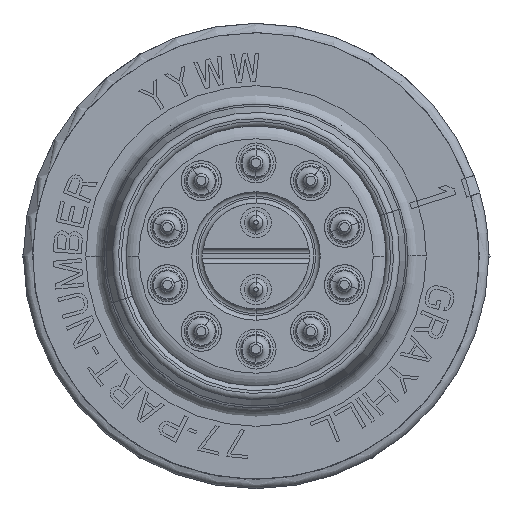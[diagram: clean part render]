
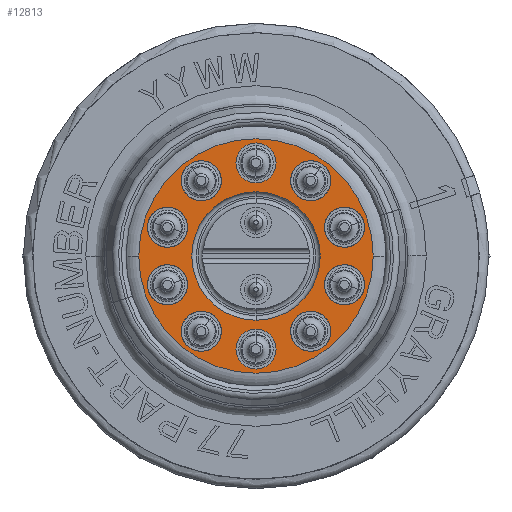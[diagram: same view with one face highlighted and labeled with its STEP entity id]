
A CAD part, front view. The second image highlights one B-rep face of the part: STEP entity #12813.
In plain terms, the highlighted planar face has unit normal (0, -1, 0).
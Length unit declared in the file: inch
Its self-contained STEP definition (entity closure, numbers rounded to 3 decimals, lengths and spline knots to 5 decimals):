
#12317=CARTESIAN_POINT('',(0.05878,-0.396,0.0809));
#12318=DIRECTION('',(0.,-1.,0.));
#12319=DIRECTION('',(0.,0.,-1.));
#12320=AXIS2_PLACEMENT_3D('',#12317,#12318,#12319);
#12322=CARTESIAN_POINT('',(0.05878,-0.396,0.0809));
#12323=DIRECTION('',(0.,-1.,0.));
#12324=DIRECTION('',(0.,0.,1.));
#12325=AXIS2_PLACEMENT_3D('',#12322,#12323,#12324);
#12327=CARTESIAN_POINT('',(0.,-0.396,0.1));
#12328=DIRECTION('',(0.,-1.,0.));
#12329=DIRECTION('',(0.,0.,-1.));
#12330=AXIS2_PLACEMENT_3D('',#12327,#12328,#12329);
#12332=CARTESIAN_POINT('',(0.,-0.396,0.1));
#12333=DIRECTION('',(0.,-1.,0.));
#12334=DIRECTION('',(0.,0.,1.));
#12335=AXIS2_PLACEMENT_3D('',#12332,#12333,#12334);
#12337=CARTESIAN_POINT('',(-0.05878,-0.396,0.0809));
#12338=DIRECTION('',(0.,-1.,0.));
#12339=DIRECTION('',(0.,0.,-1.));
#12340=AXIS2_PLACEMENT_3D('',#12337,#12338,#12339);
#12342=CARTESIAN_POINT('',(-0.05878,-0.396,0.0809));
#12343=DIRECTION('',(0.,-1.,0.));
#12344=DIRECTION('',(0.,0.,1.));
#12345=AXIS2_PLACEMENT_3D('',#12342,#12343,#12344);
#12347=CARTESIAN_POINT('',(-0.09511,-0.396,0.0309));
#12348=DIRECTION('',(0.,-1.,0.));
#12349=DIRECTION('',(0.,0.,-1.));
#12350=AXIS2_PLACEMENT_3D('',#12347,#12348,#12349);
#12352=CARTESIAN_POINT('',(-0.09511,-0.396,0.0309));
#12353=DIRECTION('',(0.,-1.,0.));
#12354=DIRECTION('',(0.,0.,1.));
#12355=AXIS2_PLACEMENT_3D('',#12352,#12353,#12354);
#12357=CARTESIAN_POINT('',(-0.09511,-0.396,-0.0309));
#12358=DIRECTION('',(0.,-1.,0.));
#12359=DIRECTION('',(0.,0.,-1.));
#12360=AXIS2_PLACEMENT_3D('',#12357,#12358,#12359);
#12362=CARTESIAN_POINT('',(-0.09511,-0.396,-0.0309));
#12363=DIRECTION('',(0.,-1.,0.));
#12364=DIRECTION('',(0.,0.,1.));
#12365=AXIS2_PLACEMENT_3D('',#12362,#12363,#12364);
#12367=CARTESIAN_POINT('',(-0.05878,-0.396,-0.0809));
#12368=DIRECTION('',(0.,-1.,0.));
#12369=DIRECTION('',(0.,0.,-1.));
#12370=AXIS2_PLACEMENT_3D('',#12367,#12368,#12369);
#12372=CARTESIAN_POINT('',(-0.05878,-0.396,-0.0809));
#12373=DIRECTION('',(0.,-1.,0.));
#12374=DIRECTION('',(0.,0.,1.));
#12375=AXIS2_PLACEMENT_3D('',#12372,#12373,#12374);
#12377=CARTESIAN_POINT('',(0.,-0.396,-0.1));
#12378=DIRECTION('',(0.,-1.,0.));
#12379=DIRECTION('',(0.,0.,-1.));
#12380=AXIS2_PLACEMENT_3D('',#12377,#12378,#12379);
#12382=CARTESIAN_POINT('',(0.,-0.396,-0.1));
#12383=DIRECTION('',(0.,-1.,0.));
#12384=DIRECTION('',(0.,0.,1.));
#12385=AXIS2_PLACEMENT_3D('',#12382,#12383,#12384);
#12387=CARTESIAN_POINT('',(0.05878,-0.396,-0.0809));
#12388=DIRECTION('',(0.,-1.,0.));
#12389=DIRECTION('',(0.,0.,-1.));
#12390=AXIS2_PLACEMENT_3D('',#12387,#12388,#12389);
#12392=CARTESIAN_POINT('',(0.05878,-0.396,-0.0809));
#12393=DIRECTION('',(0.,-1.,0.));
#12394=DIRECTION('',(0.,0.,1.));
#12395=AXIS2_PLACEMENT_3D('',#12392,#12393,#12394);
#12397=CARTESIAN_POINT('',(0.09511,-0.396,-0.0309));
#12398=DIRECTION('',(0.,-1.,0.));
#12399=DIRECTION('',(0.,0.,-1.));
#12400=AXIS2_PLACEMENT_3D('',#12397,#12398,#12399);
#12402=CARTESIAN_POINT('',(0.09511,-0.396,-0.0309));
#12403=DIRECTION('',(0.,-1.,0.));
#12404=DIRECTION('',(0.,0.,1.));
#12405=AXIS2_PLACEMENT_3D('',#12402,#12403,#12404);
#12407=CARTESIAN_POINT('',(0.09511,-0.396,0.0309));
#12408=DIRECTION('',(0.,-1.,0.));
#12409=DIRECTION('',(0.,0.,-1.));
#12410=AXIS2_PLACEMENT_3D('',#12407,#12408,#12409);
#12412=CARTESIAN_POINT('',(0.09511,-0.396,0.0309));
#12413=DIRECTION('',(0.,-1.,0.));
#12414=DIRECTION('',(0.,0.,1.));
#12415=AXIS2_PLACEMENT_3D('',#12412,#12413,#12414);
#12417=CARTESIAN_POINT('',(0.,-0.396,0.));
#12418=DIRECTION('',(0.,-1.,0.));
#12419=DIRECTION('',(0.,0.,1.));
#12420=AXIS2_PLACEMENT_3D('',#12417,#12418,#12419);
#12422=CARTESIAN_POINT('',(0.,-0.396,0.));
#12423=DIRECTION('',(0.,-1.,0.));
#12424=DIRECTION('',(0.,0.,-1.));
#12425=AXIS2_PLACEMENT_3D('',#12422,#12423,#12424);
#12427=CARTESIAN_POINT('',(0.,-0.396,0.));
#12428=DIRECTION('',(0.,-1.,0.));
#12429=DIRECTION('',(1.,0.,0.));
#12430=AXIS2_PLACEMENT_3D('',#12427,#12428,#12429);
#12442=CARTESIAN_POINT('',(0.,-0.396,0.));
#12443=DIRECTION('',(0.,-1.,0.));
#12444=DIRECTION('',(-1.,0.,0.));
#12445=AXIS2_PLACEMENT_3D('',#12442,#12443,#12444);
#12640=CARTESIAN_POINT('',(0.126,-0.396,0.));
#12641=CARTESIAN_POINT('',(-0.126,-0.396,0.));
#12642=VERTEX_POINT('',#12640);
#12643=VERTEX_POINT('',#12641);
#12648=CARTESIAN_POINT('',(0.05878,-0.396,0.1024));
#12649=CARTESIAN_POINT('',(0.05878,-0.396,0.0594));
#12650=VERTEX_POINT('',#12648);
#12651=VERTEX_POINT('',#12649);
#12652=CARTESIAN_POINT('',(0.,-0.396,0.1215));
#12653=CARTESIAN_POINT('',(0.,-0.396,0.0785));
#12654=VERTEX_POINT('',#12652);
#12655=VERTEX_POINT('',#12653);
#12656=CARTESIAN_POINT('',(-0.05878,-0.396,0.1024));
#12657=CARTESIAN_POINT('',(-0.05878,-0.396,0.0594));
#12658=VERTEX_POINT('',#12656);
#12659=VERTEX_POINT('',#12657);
#12660=CARTESIAN_POINT('',(-0.09511,-0.396,0.0524));
#12661=CARTESIAN_POINT('',(-0.09511,-0.396,0.0094));
#12662=VERTEX_POINT('',#12660);
#12663=VERTEX_POINT('',#12661);
#12664=CARTESIAN_POINT('',(-0.09511,-0.396,-0.0094));
#12665=CARTESIAN_POINT('',(-0.09511,-0.396,-0.0524));
#12666=VERTEX_POINT('',#12664);
#12667=VERTEX_POINT('',#12665);
#12668=CARTESIAN_POINT('',(-0.05878,-0.396,-0.0594));
#12669=CARTESIAN_POINT('',(-0.05878,-0.396,-0.1024));
#12670=VERTEX_POINT('',#12668);
#12671=VERTEX_POINT('',#12669);
#12672=CARTESIAN_POINT('',(0.,-0.396,-0.0785));
#12673=CARTESIAN_POINT('',(0.,-0.396,-0.1215));
#12674=VERTEX_POINT('',#12672);
#12675=VERTEX_POINT('',#12673);
#12676=CARTESIAN_POINT('',(0.05878,-0.396,-0.0594));
#12677=CARTESIAN_POINT('',(0.05878,-0.396,-0.1024));
#12678=VERTEX_POINT('',#12676);
#12679=VERTEX_POINT('',#12677);
#12680=CARTESIAN_POINT('',(0.09511,-0.396,-0.0094));
#12681=CARTESIAN_POINT('',(0.09511,-0.396,-0.0524));
#12682=VERTEX_POINT('',#12680);
#12683=VERTEX_POINT('',#12681);
#12684=CARTESIAN_POINT('',(0.09511,-0.396,0.0524));
#12685=CARTESIAN_POINT('',(0.09511,-0.396,0.0094));
#12686=VERTEX_POINT('',#12684);
#12687=VERTEX_POINT('',#12685);
#12716=CARTESIAN_POINT('',(0.,-0.396,0.069));
#12717=CARTESIAN_POINT('',(0.,-0.396,-0.069));
#12718=VERTEX_POINT('',#12716);
#12719=VERTEX_POINT('',#12717);
#12736=CARTESIAN_POINT('',(0.,-0.396,0.));
#12737=DIRECTION('',(0.,1.,0.));
#12738=DIRECTION('',(-1.,0.,0.));
#12739=AXIS2_PLACEMENT_3D('',#12736,#12737,#12738);
#12740=PLANE('',#12739);
#12742=ORIENTED_EDGE('',*,*,#12741,.F.);
#12744=ORIENTED_EDGE('',*,*,#12743,.F.);
#12745=EDGE_LOOP('',(#12742,#12744));
#12746=FACE_OUTER_BOUND('',#12745,.F.);
#12748=ORIENTED_EDGE('',*,*,#12747,.T.);
#12750=ORIENTED_EDGE('',*,*,#12749,.T.);
#12751=EDGE_LOOP('',(#12748,#12750));
#12752=FACE_BOUND('',#12751,.F.);
#12754=ORIENTED_EDGE('',*,*,#12753,.T.);
#12756=ORIENTED_EDGE('',*,*,#12755,.T.);
#12757=EDGE_LOOP('',(#12754,#12756));
#12758=FACE_BOUND('',#12757,.F.);
#12760=ORIENTED_EDGE('',*,*,#12759,.T.);
#12762=ORIENTED_EDGE('',*,*,#12761,.T.);
#12763=EDGE_LOOP('',(#12760,#12762));
#12764=FACE_BOUND('',#12763,.F.);
#12766=ORIENTED_EDGE('',*,*,#12765,.T.);
#12768=ORIENTED_EDGE('',*,*,#12767,.T.);
#12769=EDGE_LOOP('',(#12766,#12768));
#12770=FACE_BOUND('',#12769,.F.);
#12772=ORIENTED_EDGE('',*,*,#12771,.T.);
#12774=ORIENTED_EDGE('',*,*,#12773,.T.);
#12775=EDGE_LOOP('',(#12772,#12774));
#12776=FACE_BOUND('',#12775,.F.);
#12778=ORIENTED_EDGE('',*,*,#12777,.T.);
#12780=ORIENTED_EDGE('',*,*,#12779,.T.);
#12781=EDGE_LOOP('',(#12778,#12780));
#12782=FACE_BOUND('',#12781,.F.);
#12784=ORIENTED_EDGE('',*,*,#12783,.T.);
#12786=ORIENTED_EDGE('',*,*,#12785,.T.);
#12787=EDGE_LOOP('',(#12784,#12786));
#12788=FACE_BOUND('',#12787,.F.);
#12790=ORIENTED_EDGE('',*,*,#12789,.T.);
#12792=ORIENTED_EDGE('',*,*,#12791,.T.);
#12793=EDGE_LOOP('',(#12790,#12792));
#12794=FACE_BOUND('',#12793,.F.);
#12796=ORIENTED_EDGE('',*,*,#12795,.T.);
#12798=ORIENTED_EDGE('',*,*,#12797,.T.);
#12799=EDGE_LOOP('',(#12796,#12798));
#12800=FACE_BOUND('',#12799,.F.);
#12802=ORIENTED_EDGE('',*,*,#12801,.T.);
#12804=ORIENTED_EDGE('',*,*,#12803,.T.);
#12805=EDGE_LOOP('',(#12802,#12804));
#12806=FACE_BOUND('',#12805,.F.);
#12808=ORIENTED_EDGE('',*,*,#12807,.T.);
#12810=ORIENTED_EDGE('',*,*,#12809,.T.);
#12811=EDGE_LOOP('',(#12808,#12810));
#12812=FACE_BOUND('',#12811,.F.);
#12813=ADVANCED_FACE('',(#12746,#12752,#12758,#12764,#12770,#12776,#12782,
#12788,#12794,#12800,#12806,#12812),#12740,.F.);
#12321=CIRCLE('',#12320,0.0215);
#12326=CIRCLE('',#12325,0.0215);
#12331=CIRCLE('',#12330,0.0215);
#12336=CIRCLE('',#12335,0.0215);
#12341=CIRCLE('',#12340,0.0215);
#12346=CIRCLE('',#12345,0.0215);
#12351=CIRCLE('',#12350,0.0215);
#12356=CIRCLE('',#12355,0.0215);
#12361=CIRCLE('',#12360,0.0215);
#12366=CIRCLE('',#12365,0.0215);
#12371=CIRCLE('',#12370,0.0215);
#12376=CIRCLE('',#12375,0.0215);
#12381=CIRCLE('',#12380,0.0215);
#12386=CIRCLE('',#12385,0.0215);
#12391=CIRCLE('',#12390,0.0215);
#12396=CIRCLE('',#12395,0.0215);
#12401=CIRCLE('',#12400,0.0215);
#12406=CIRCLE('',#12405,0.0215);
#12411=CIRCLE('',#12410,0.0215);
#12416=CIRCLE('',#12415,0.0215);
#12421=CIRCLE('',#12420,0.069);
#12426=CIRCLE('',#12425,0.069);
#12431=CIRCLE('',#12430,0.126);
#12446=CIRCLE('',#12445,0.126);
#12741=EDGE_CURVE('',#12642,#12643,#12431,.T.);
#12743=EDGE_CURVE('',#12643,#12642,#12446,.T.);
#12747=EDGE_CURVE('',#12651,#12650,#12321,.T.);
#12749=EDGE_CURVE('',#12650,#12651,#12326,.T.);
#12753=EDGE_CURVE('',#12655,#12654,#12331,.T.);
#12755=EDGE_CURVE('',#12654,#12655,#12336,.T.);
#12759=EDGE_CURVE('',#12659,#12658,#12341,.T.);
#12761=EDGE_CURVE('',#12658,#12659,#12346,.T.);
#12765=EDGE_CURVE('',#12663,#12662,#12351,.T.);
#12767=EDGE_CURVE('',#12662,#12663,#12356,.T.);
#12771=EDGE_CURVE('',#12667,#12666,#12361,.T.);
#12773=EDGE_CURVE('',#12666,#12667,#12366,.T.);
#12777=EDGE_CURVE('',#12671,#12670,#12371,.T.);
#12779=EDGE_CURVE('',#12670,#12671,#12376,.T.);
#12783=EDGE_CURVE('',#12675,#12674,#12381,.T.);
#12785=EDGE_CURVE('',#12674,#12675,#12386,.T.);
#12789=EDGE_CURVE('',#12679,#12678,#12391,.T.);
#12791=EDGE_CURVE('',#12678,#12679,#12396,.T.);
#12795=EDGE_CURVE('',#12683,#12682,#12401,.T.);
#12797=EDGE_CURVE('',#12682,#12683,#12406,.T.);
#12801=EDGE_CURVE('',#12687,#12686,#12411,.T.);
#12803=EDGE_CURVE('',#12686,#12687,#12416,.T.);
#12807=EDGE_CURVE('',#12718,#12719,#12421,.T.);
#12809=EDGE_CURVE('',#12719,#12718,#12426,.T.);
